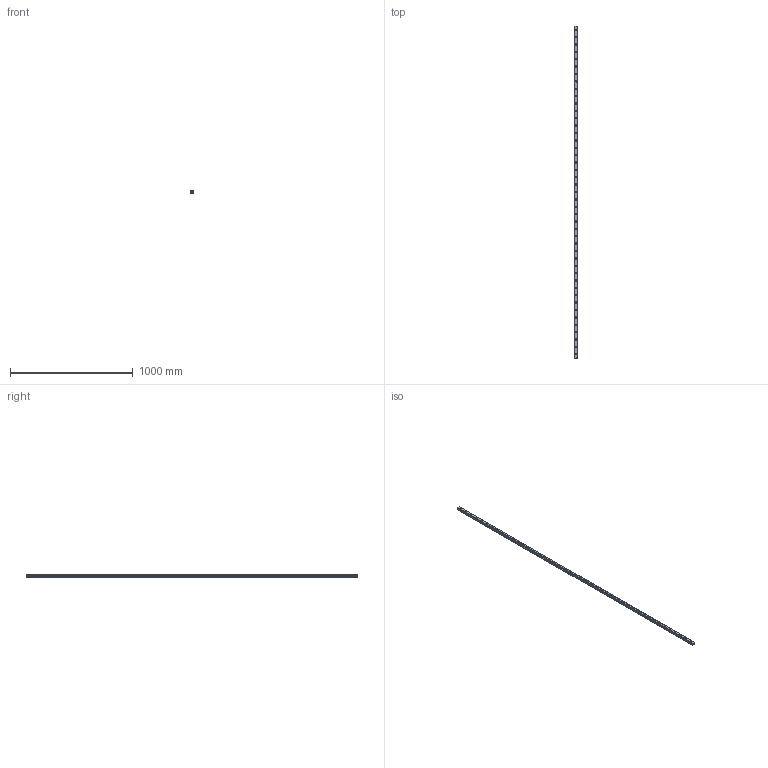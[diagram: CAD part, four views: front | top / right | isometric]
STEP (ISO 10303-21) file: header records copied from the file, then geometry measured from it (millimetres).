
FILE_DESCRIPTION(('STEP AP214'),'1');
FILE_NAME('cctmp_0EBE8EB4-9B6C-4F37-BCBF-C82EB59EEC73_2020_5_28_14_52_11_609..stp','2020-05-28T12:52:11',('HIWIN GmbH'),('CADClick - www.CADClick.com'),'Spatial InterOp 3D',' ','unknown authorization');
FILE_SCHEMA(('AUTOMOTIVE_DESIGN'));
Length unit declared in the file: millimetre
Products named in the file (1): HGR25R2700H_FILE
Bounding box: 23 x 2700 x 22 mm (x, y, z)
Volume: 1122486.9 mm3; surface area: 277433.2 mm2
Topology: 1 solids, 1 shells, 651 faces, 1665 edges, 1110 vertices
Faces by surface type: plane 359, cylinder 292
Entity records: 25455 total; most frequent: DIRECTION 3913, CARTESIAN_POINT 3427, ORIENTED_EDGE 3330, EDGE_CURVE 1665, AXIS2_PLACEMENT_3D 1596, VERTEX_POINT 1110, CIRCLE 764, EDGE_LOOP 745
